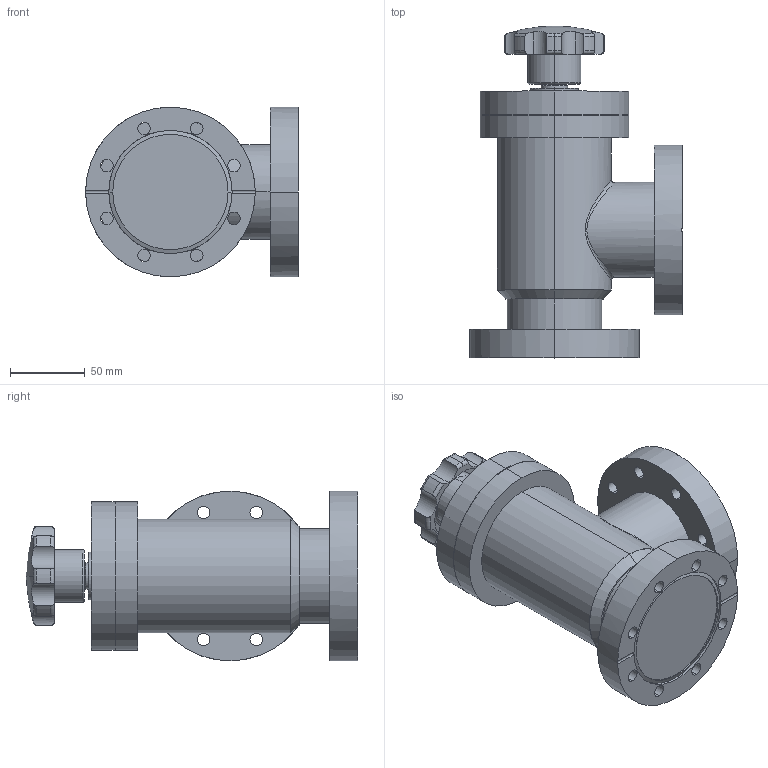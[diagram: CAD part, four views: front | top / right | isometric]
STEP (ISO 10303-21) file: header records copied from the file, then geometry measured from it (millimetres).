
FILE_DESCRIPTION (( 'STEP AP214' ), '1' );
FILE_NAME ('300115030016.STEP', '2021-01-20T05:12:24', ( 'admin' ), ( '' ), 'SwSTEP 2.0', 'SolidWorks 2018', '' );
FILE_SCHEMA (( 'AUTOMOTIVE_DESIGN' ));
Length unit declared in the file: millimetre
Products named in the file (1): 300115030016
Bounding box: 142.5 x 222.2 x 113.6 mm (x, y, z)
Volume: 1311570.8 mm3; surface area: 128653.6 mm2
Topology: 1 solids, 1 shells, 232 faces, 575 edges, 373 vertices
Faces by surface type: cylinder 111, plane 59, torus 26, cone 20, bspline 14, sphere 2
Entity records: 8990 total; most frequent: CARTESIAN_POINT 3328, DIRECTION 1195, ORIENTED_EDGE 1150, EDGE_CURVE 575, AXIS2_PLACEMENT_3D 485, VERTEX_POINT 373, EDGE_LOOP 292, CIRCLE 266
